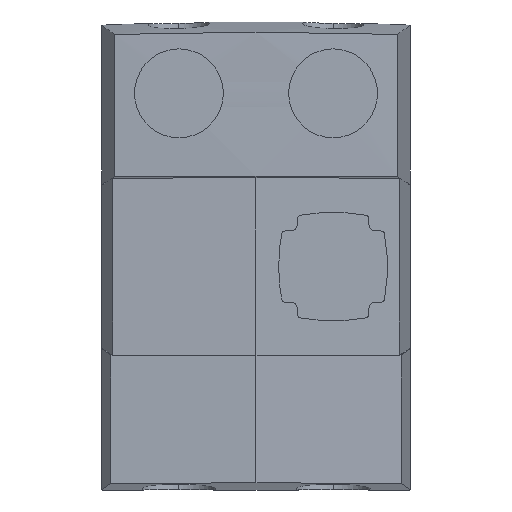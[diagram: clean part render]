
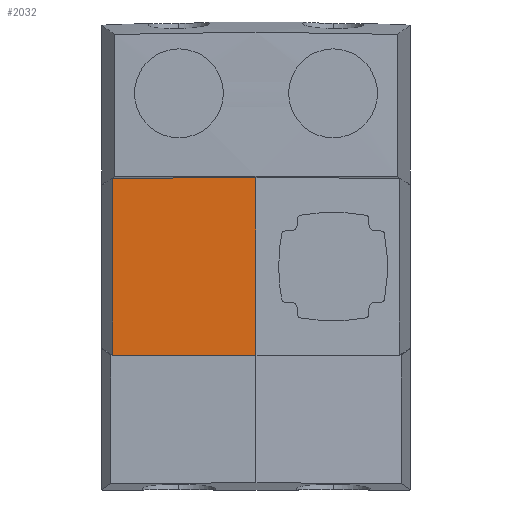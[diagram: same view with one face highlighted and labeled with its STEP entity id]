
A CAD part, top view. The second image highlights one B-rep face of the part: STEP entity #2032.
In plain terms, the highlighted cylindrical face has radius 2500 mm (diameter 5000 mm), a partial arc.
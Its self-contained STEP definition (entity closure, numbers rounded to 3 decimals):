
#122 = ORIENTED_EDGE ( 'NONE', *, *, #5208, .F. ) ;
#158 = B_SPLINE_CURVE_WITH_KNOTS ( 'NONE', 3,
 ( #567, #3679, #2656, #1665, #5244 ),
 .UNSPECIFIED., .F., .F.,
 ( 4, 1, 4 ),
 ( 9.558, 9.616, 9.674 ),
 .UNSPECIFIED. ) ;
#167 = AXIS2_PLACEMENT_3D ( 'NONE', #661, #4662, #2665 ) ;
#567 = CARTESIAN_POINT ( 'NONE',  ( 0., -72.116, 92.182 ) ) ;
#661 = CARTESIAN_POINT ( 'NONE',  ( 0., -80., -2407.818 ) ) ;
#671 = CARTESIAN_POINT ( 'NONE',  ( 0., 72.116, 92.182 ) ) ;
#910 = LINE ( 'NONE', #2994, #4217 ) ;
#955 = VERTEX_POINT ( 'NONE', #3926 ) ;
#982 = ORIENTED_EDGE ( 'NONE', *, *, #3662, .F. ) ;
#1271 = ORIENTED_EDGE ( 'NONE', *, *, #5148, .T. ) ;
#1327 = LINE ( 'NONE', #1836, #4009 ) ;
#1665 = CARTESIAN_POINT ( 'NONE',  ( -96.977, -71.872, 90.376 ) ) ;
#1836 = CARTESIAN_POINT ( 'NONE',  ( 0., -80., 92.182 ) ) ;
#2032 = ADVANCED_FACE ( 'NONE', ( #2736 ), #5746, .T. ) ;
#2194 = CARTESIAN_POINT ( 'NONE',  ( -38.778, 72.116, 92.182 ) ) ;
#2236 = CARTESIAN_POINT ( 'NONE',  ( -77.555, 71.994, 91.28 ) ) ;
#2656 = CARTESIAN_POINT ( 'NONE',  ( -58.233, -72.055, 91.729 ) ) ;
#2665 = DIRECTION ( 'NONE',  ( 0., 0., 1. ) ) ;
#2736 = FACE_OUTER_BOUND ( 'NONE', #3117, .T. ) ;
#2839 = B_SPLINE_CURVE_WITH_KNOTS ( 'NONE', 3,
 ( #4360, #2236, #2194, #671 ),
 .UNSPECIFIED., .F., .F.,
 ( 4, 4 ),
 ( 0.014, 0.13 ),
 .UNSPECIFIED. ) ;
#2922 = VERTEX_POINT ( 'NONE', #5675 ) ;
#2964 = VERTEX_POINT ( 'NONE', #5872 ) ;
#2994 = CARTESIAN_POINT ( 'NONE',  ( -116.333, -80., 89.474 ) ) ;
#3117 = EDGE_LOOP ( 'NONE', ( #5415, #1271, #982, #122 ) ) ;
#3241 = CARTESIAN_POINT ( 'NONE',  ( -116.333, -71.751, 89.474 ) ) ;
#3662 = EDGE_CURVE ( 'NONE', #2964, #2922, #2839, .T. ) ;
#3679 = CARTESIAN_POINT ( 'NONE',  ( -19.422, -72.116, 92.182 ) ) ;
#3926 = CARTESIAN_POINT ( 'NONE',  ( 0., -72.116, 92.182 ) ) ;
#3960 = VERTEX_POINT ( 'NONE', #3241 ) ;
#4009 = VECTOR ( 'NONE', #6510, 1000. ) ;
#4217 = VECTOR ( 'NONE', #5039, 1000. ) ;
#4360 = CARTESIAN_POINT ( 'NONE',  ( -116.333, 71.751, 89.474 ) ) ;
#4662 = DIRECTION ( 'NONE',  ( 0., 1., 0. ) ) ;
#4723 = EDGE_CURVE ( 'NONE', #955, #3960, #158, .T. ) ;
#5039 = DIRECTION ( 'NONE',  ( 0., 1., 0. ) ) ;
#5148 = EDGE_CURVE ( 'NONE', #955, #2922, #1327, .T. ) ;
#5208 = EDGE_CURVE ( 'NONE', #3960, #2964, #910, .T. ) ;
#5244 = CARTESIAN_POINT ( 'NONE',  ( -116.333, -71.751, 89.474 ) ) ;
#5415 = ORIENTED_EDGE ( 'NONE', *, *, #4723, .F. ) ;
#5675 = CARTESIAN_POINT ( 'NONE',  ( 0., 72.116, 92.182 ) ) ;
#5746 = CYLINDRICAL_SURFACE ( 'NONE', #167, 2500. ) ;
#5872 = CARTESIAN_POINT ( 'NONE',  ( -116.333, 71.751, 89.474 ) ) ;
#6510 = DIRECTION ( 'NONE',  ( 0., 1., 0. ) ) ;
